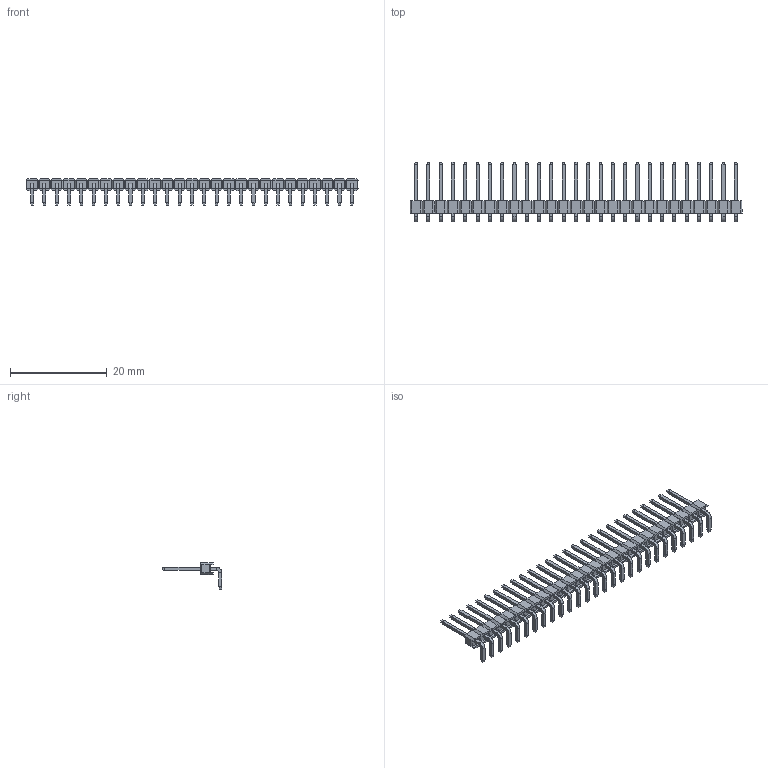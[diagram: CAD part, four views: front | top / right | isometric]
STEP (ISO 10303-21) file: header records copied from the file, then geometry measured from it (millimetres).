
FILE_DESCRIPTION (( 'STEP AP214' ), '1' );
FILE_NAME ('1x27 Male Pin Header Angle.STEP', '2021-11-12T11:34:23', ( 'M.B.I.' ), ( '' ), 'SwSTEP 2.0', '', '' );
FILE_SCHEMA (( 'AUTOMOTIVE_DESIGN' ));
Length unit declared in the file: millimetre
Products named in the file (1): 1x27 Male Pin Header Angle
Bounding box: 68.58 x 12.36 x 5.5 mm (x, y, z)
Volume: 497.5 mm3; surface area: 2071.5 mm2
Topology: 35 solids, 35 shells, 1306 faces, 3190 edges, 1954 vertices
Faces by surface type: plane 1252, cylinder 54
Entity records: 37386 total; most frequent: CARTESIAN_POINT 6451, ORIENTED_EDGE 6380, DIRECTION 5912, EDGE_CURVE 3190, LINE 3082, VECTOR 3082, VERTEX_POINT 1954, AXIS2_PLACEMENT_3D 1415
